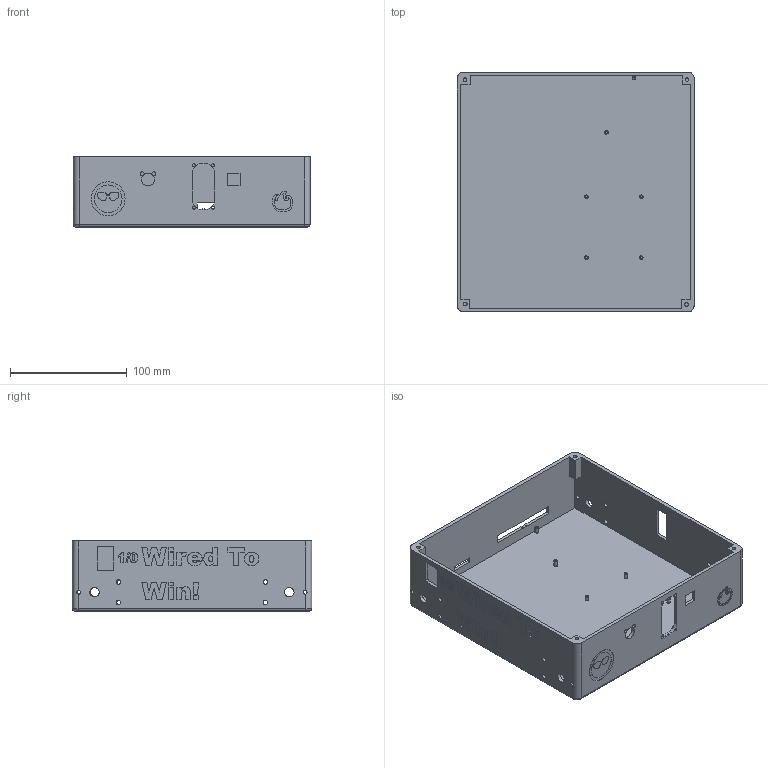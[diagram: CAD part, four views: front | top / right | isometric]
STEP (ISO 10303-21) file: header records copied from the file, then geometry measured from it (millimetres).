
FILE_DESCRIPTION(/* description */ (''),/* implementation_level */ '2;1');
FILE_NAME(/* name */ 'Bottom_rover.step',/* time_stamp */ '2025-07-08T21:49:47+05:30',/* author */ (''),/* organization */ (''),/* preprocessor_version */ 'ST-DEVELOPER v20.1',/* originating_system */ 'Autodesk Translation Framework v14.10.0.0',/* authorisation */ '');
FILE_SCHEMA (('AUTOMOTIVE_DESIGN { 1 0 10303 214 3 1 1 }'));
Length unit declared in the file: millimetre
Products named in the file (1): Bottom
Bounding box: 203.11 x 205 x 60 mm (x, y, z)
Volume: 255984.2 mm3; surface area: 174955.1 mm2
Topology: 3 solids, 3 shells, 533 faces, 1429 edges, 950 vertices
Faces by surface type: plane 234, bspline 204, cylinder 95
Full cylindrical faces by diameter (mm): 2.2 x6, 3 x6, 3.1 x4, 3.3 x2, 3.5 x2, 3.8 x4, 4 x4, 8 x4
Entity records: 17902 total; most frequent: CARTESIAN_POINT 5959, ORIENTED_EDGE 2858, DIRECTION 1879, EDGE_CURVE 1429, VERTEX_POINT 950, LINE 827, VECTOR 827, EDGE_LOOP 635
